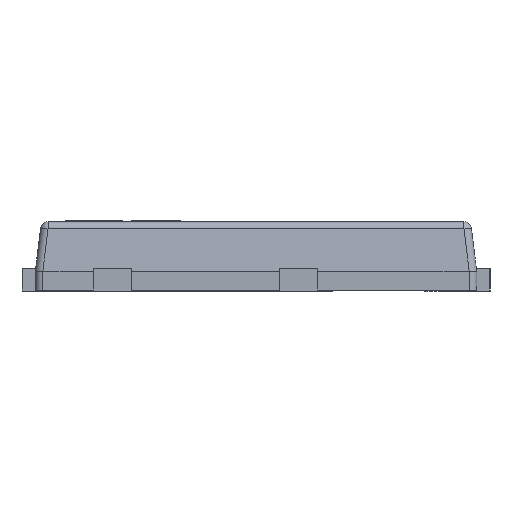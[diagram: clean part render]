
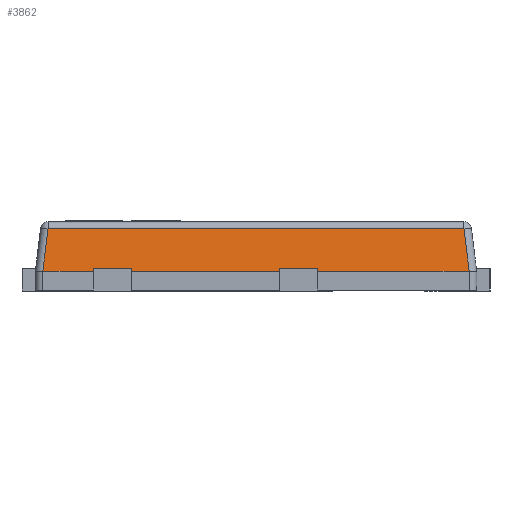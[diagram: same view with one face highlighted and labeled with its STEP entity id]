
A CAD part, left-side view. The second image highlights one B-rep face of the part: STEP entity #3862.
In plain terms, the highlighted planar face has unit normal (-0.993, 0, 0.122).
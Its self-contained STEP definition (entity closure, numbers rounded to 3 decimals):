
#121 = CARTESIAN_POINT ( 'NONE',  ( -2.4, 1.64, 0. ) ) ;
#475 = DIRECTION ( 'NONE',  ( 0., -1., 0. ) ) ;
#779 = DIRECTION ( 'NONE',  ( 0., -1., 0. ) ) ;
#948 = VECTOR ( 'NONE', #11504, 1000. ) ;
#1776 = DIRECTION ( 'NONE',  ( -0.122, 0., -0.993 ) ) ;
#1878 = CARTESIAN_POINT ( 'NONE',  ( -2.396, 2.9, 0.03 ) ) ;
#2025 = DIRECTION ( 'NONE',  ( 0., -1., 0. ) ) ;
#2093 = ORIENTED_EDGE ( 'NONE', *, *, #19898, .T. ) ;
#2260 = ORIENTED_EDGE ( 'NONE', *, *, #11441, .T. ) ;
#2434 = CARTESIAN_POINT ( 'NONE',  ( -2.4, -2.8, 0. ) ) ;
#2711 = VECTOR ( 'NONE', #4236, 1000. ) ;
#3042 = VECTOR ( 'NONE', #475, 1000. ) ;
#3058 = DIRECTION ( 'NONE',  ( 0.122, 0., 0.993 ) ) ;
#3155 = LINE ( 'NONE', #3354, #3042 ) ;
#3354 = CARTESIAN_POINT ( 'NONE',  ( -2.4, 2.9, 0. ) ) ;
#3539 = DIRECTION ( 'NONE',  ( -0.993, 0., 0.122 ) ) ;
#3713 = ORIENTED_EDGE ( 'NONE', *, *, #10925, .T. ) ;
#3857 = CARTESIAN_POINT ( 'NONE',  ( -2.4, -2.8, 0. ) ) ;
#3862 = ADVANCED_FACE ( 'NONE', ( #19091 ), #11341, .T. ) ;
#4202 = VECTOR ( 'NONE', #1776, 1000. ) ;
#4236 = DIRECTION ( 'NONE',  ( 0., -1., 0. ) ) ;
#4528 = CARTESIAN_POINT ( 'NONE',  ( -2.4, -0.31, 0. ) ) ;
#4635 = DIRECTION ( 'NONE',  ( 0., -1., 0. ) ) ;
#4690 = VERTEX_POINT ( 'NONE', #12547 ) ;
#4798 = EDGE_CURVE ( 'NONE', #4690, #11377, #9984, .T. ) ;
#4923 = CARTESIAN_POINT ( 'NONE',  ( -2.331, 2.82, 0.562 ) ) ;
#6131 = VERTEX_POINT ( 'NONE', #14430 ) ;
#6192 = CARTESIAN_POINT ( 'NONE',  ( -2.4, 2.14, 0. ) ) ;
#6279 =( BOUNDED_CURVE ( )  B_SPLINE_CURVE ( 3, ( #17226, #14234, #18953, #17131 ),
 .UNSPECIFIED., .F., .T. ) 
 B_SPLINE_CURVE_WITH_KNOTS ( ( 4, 4 ),
 ( 3.134, 3.142 ),
 .UNSPECIFIED. ) 
 CURVE ( )  GEOMETRIC_REPRESENTATION_ITEM ( )  RATIONAL_B_SPLINE_CURVE ( ( 1., 1., 1., 1. ) ) 
 REPRESENTATION_ITEM ( '' )  );
#6387 = CARTESIAN_POINT ( 'NONE',  ( -2.396, 1.64, 0.03 ) ) ;
#7052 = ORIENTED_EDGE ( 'NONE', *, *, #18667, .T. ) ;
#7281 = CARTESIAN_POINT ( 'NONE',  ( -2.331, -2.732, 0.562 ) ) ;
#7360 = ORIENTED_EDGE ( 'NONE', *, *, #9147, .T. ) ;
#7628 = VERTEX_POINT ( 'NONE', #13289 ) ;
#7651 = VERTEX_POINT ( 'NONE', #13396 ) ;
#7798 = EDGE_CURVE ( 'NONE', #11377, #14646, #6279, .T. ) ;
#7820 = EDGE_CURVE ( 'NONE', #9114, #9385, #12806, .T. ) ;
#8168 = VECTOR ( 'NONE', #14985, 1000. ) ;
#8308 = CARTESIAN_POINT ( 'NONE',  ( -2.4, -2.8, 0. ) ) ;
#8349 = VERTEX_POINT ( 'NONE', #12400 ) ;
#8642 = ORIENTED_EDGE ( 'NONE', *, *, #17939, .T. ) ;
#8936 = ORIENTED_EDGE ( 'NONE', *, *, #4798, .T. ) ;
#8939 = ORIENTED_EDGE ( 'NONE', *, *, #11810, .T. ) ;
#8988 = VECTOR ( 'NONE', #15727, 1000. ) ;
#9114 = VERTEX_POINT ( 'NONE', #17110 ) ;
#9118 = ORIENTED_EDGE ( 'NONE', *, *, #11037, .T. ) ;
#9130 = LINE ( 'NONE', #6192, #19470 ) ;
#9147 = EDGE_CURVE ( 'NONE', #19215, #4690, #10900, .T. ) ;
#9385 = VERTEX_POINT ( 'NONE', #9581 ) ;
#9419 = EDGE_CURVE ( 'NONE', #18601, #12218, #9780, .T. ) ;
#9494 = CARTESIAN_POINT ( 'NONE',  ( -2.4, -0.81, 0. ) ) ;
#9581 = CARTESIAN_POINT ( 'NONE',  ( -2.4, -0.81, 0. ) ) ;
#9721 = DIRECTION ( 'NONE',  ( 0.121, 0.121, 0.985 ) ) ;
#9780 = LINE ( 'NONE', #121, #19281 ) ;
#9922 = CARTESIAN_POINT ( 'NONE',  ( -2.396, 2.9, 0.03 ) ) ;
#9940 = CARTESIAN_POINT ( 'NONE',  ( -2.4, 2.9, 0. ) ) ;
#9964 = VERTEX_POINT ( 'NONE', #15137 ) ;
#9984 = LINE ( 'NONE', #14250, #948 ) ;
#9991 = AXIS2_PLACEMENT_3D ( 'NONE', #15571, #3539, #18692 ) ;
#10510 = EDGE_CURVE ( 'NONE', #9964, #9114, #15343, .T. ) ;
#10900 = LINE ( 'NONE', #4923, #8988 ) ;
#10925 = EDGE_CURVE ( 'NONE', #14793, #9964, #11780, .T. ) ;
#11037 = EDGE_CURVE ( 'NONE', #8349, #6131, #9130, .T. ) ;
#11137 = LINE ( 'NONE', #17442, #15608 ) ;
#11302 = ORIENTED_EDGE ( 'NONE', *, *, #9419, .T. ) ;
#11341 = PLANE ( 'NONE',  #9991 ) ;
#11377 = VERTEX_POINT ( 'NONE', #12641 ) ;
#11441 = EDGE_CURVE ( 'NONE', #7651, #19215, #11137, .T. ) ;
#11504 = DIRECTION ( 'NONE',  ( -0.121, 0.121, -0.985 ) ) ;
#11624 = ORIENTED_EDGE ( 'NONE', *, *, #7820, .T. ) ;
#11780 = LINE ( 'NONE', #16602, #8168 ) ;
#11810 = EDGE_CURVE ( 'NONE', #12218, #14793, #13333, .T. ) ;
#12218 = VERTEX_POINT ( 'NONE', #18821 ) ;
#12400 = CARTESIAN_POINT ( 'NONE',  ( -2.4, 2.14, 0. ) ) ;
#12547 = CARTESIAN_POINT ( 'NONE',  ( -2.331, 2.732, 0.562 ) ) ;
#12641 = CARTESIAN_POINT ( 'NONE',  ( -2.4, 2.801, 0. ) ) ;
#12806 = LINE ( 'NONE', #9494, #4202 ) ;
#12950 = CARTESIAN_POINT ( 'NONE',  ( -2.4, -2.801, 0. ) ) ;
#12978 = ORIENTED_EDGE ( 'NONE', *, *, #10510, .T. ) ;
#13147 = LINE ( 'NONE', #9922, #15553 ) ;
#13289 = CARTESIAN_POINT ( 'NONE',  ( -2.4, -2.8, 0. ) ) ;
#13333 = LINE ( 'NONE', #19492, #2711 ) ;
#13396 = CARTESIAN_POINT ( 'NONE',  ( -2.4, -2.801, 0. ) ) ;
#13631 = VECTOR ( 'NONE', #2025, 1000. ) ;
#13824 = ORIENTED_EDGE ( 'NONE', *, *, #17717, .T. ) ;
#14234 = CARTESIAN_POINT ( 'NONE',  ( -2.4, 2.8, 0. ) ) ;
#14250 = CARTESIAN_POINT ( 'NONE',  ( -2.401, 2.802, -0.012 ) ) ;
#14430 = CARTESIAN_POINT ( 'NONE',  ( -2.396, 2.14, 0.03 ) ) ;
#14473 = EDGE_LOOP ( 'NONE', ( #8936, #16123, #2093, #9118, #13824, #11302, #8939, #3713, #12978, #11624, #8642, #7052, #2260, #7360 ) ) ;
#14646 = VERTEX_POINT ( 'NONE', #16755 ) ;
#14793 = VERTEX_POINT ( 'NONE', #4528 ) ;
#14985 = DIRECTION ( 'NONE',  ( 0.122, 0., 0.993 ) ) ;
#15137 = CARTESIAN_POINT ( 'NONE',  ( -2.396, -0.31, 0.03 ) ) ;
#15186 =( BOUNDED_CURVE ( )  B_SPLINE_CURVE ( 3, ( #3857, #2434, #8308, #12950 ),
 .UNSPECIFIED., .F., .T. ) 
 B_SPLINE_CURVE_WITH_KNOTS ( ( 4, 4 ),
 ( 3.142, 3.149 ),
 .UNSPECIFIED. ) 
 CURVE ( )  GEOMETRIC_REPRESENTATION_ITEM ( )  RATIONAL_B_SPLINE_CURVE ( ( 1., 1., 1., 1. ) ) 
 REPRESENTATION_ITEM ( '' )  );
#15343 = LINE ( 'NONE', #1878, #15625 ) ;
#15553 = VECTOR ( 'NONE', #779, 1000. ) ;
#15571 = CARTESIAN_POINT ( 'NONE',  ( -2.4, 2.9, 0. ) ) ;
#15608 = VECTOR ( 'NONE', #9721, 1000. ) ;
#15625 = VECTOR ( 'NONE', #4635, 1000. ) ;
#15727 = DIRECTION ( 'NONE',  ( 0., 1., 0. ) ) ;
#15921 = DIRECTION ( 'NONE',  ( -0.122, 0., -0.993 ) ) ;
#16103 = LINE ( 'NONE', #9940, #13631 ) ;
#16123 = ORIENTED_EDGE ( 'NONE', *, *, #7798, .T. ) ;
#16602 = CARTESIAN_POINT ( 'NONE',  ( -2.4, -0.31, 0. ) ) ;
#16755 = CARTESIAN_POINT ( 'NONE',  ( -2.4, 2.8, 0. ) ) ;
#17110 = CARTESIAN_POINT ( 'NONE',  ( -2.396, -0.81, 0.03 ) ) ;
#17131 = CARTESIAN_POINT ( 'NONE',  ( -2.4, 2.8, 0. ) ) ;
#17226 = CARTESIAN_POINT ( 'NONE',  ( -2.4, 2.801, 0. ) ) ;
#17442 = CARTESIAN_POINT ( 'NONE',  ( -2.317, -2.717, 0.679 ) ) ;
#17717 = EDGE_CURVE ( 'NONE', #6131, #18601, #13147, .T. ) ;
#17939 = EDGE_CURVE ( 'NONE', #9385, #7628, #16103, .T. ) ;
#18601 = VERTEX_POINT ( 'NONE', #6387 ) ;
#18667 = EDGE_CURVE ( 'NONE', #7628, #7651, #15186, .T. ) ;
#18692 = DIRECTION ( 'NONE',  ( 0.122, 0., 0.993 ) ) ;
#18821 = CARTESIAN_POINT ( 'NONE',  ( -2.4, 1.64, 0. ) ) ;
#18953 = CARTESIAN_POINT ( 'NONE',  ( -2.4, 2.8, 0. ) ) ;
#19091 = FACE_OUTER_BOUND ( 'NONE', #14473, .T. ) ;
#19215 = VERTEX_POINT ( 'NONE', #7281 ) ;
#19281 = VECTOR ( 'NONE', #15921, 1000. ) ;
#19470 = VECTOR ( 'NONE', #3058, 1000. ) ;
#19492 = CARTESIAN_POINT ( 'NONE',  ( -2.4, 2.9, 0. ) ) ;
#19898 = EDGE_CURVE ( 'NONE', #14646, #8349, #3155, .T. ) ;
